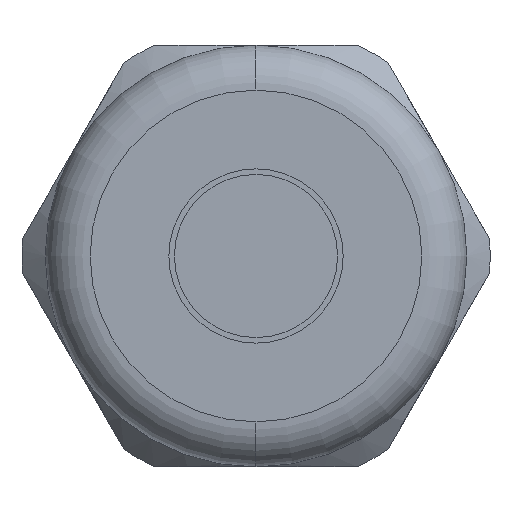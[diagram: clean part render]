
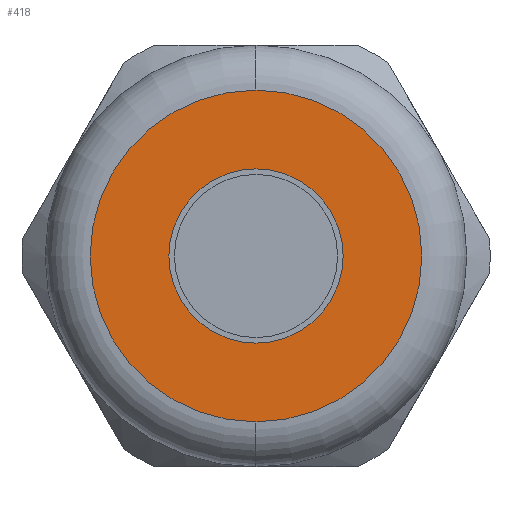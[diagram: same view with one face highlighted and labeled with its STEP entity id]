
A CAD part, left-side view. The second image highlights one B-rep face of the part: STEP entity #418.
In plain terms, the highlighted planar face has unit normal (-1, 0, 0).
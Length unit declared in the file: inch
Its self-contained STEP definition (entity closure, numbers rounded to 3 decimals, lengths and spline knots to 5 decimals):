
#396 = ORIENTED_EDGE ( 'NONE', *, *, #397, .T. ) ;
#397 = EDGE_CURVE ( 'NONE', #4977, #4980, #1971, .T. ) ;
#398 = ORIENTED_EDGE ( 'NONE', *, *, #399, .T. ) ;
#399 = EDGE_CURVE ( 'NONE', #4955, #4954, #1966, .T. ) ;
#400 = ORIENTED_EDGE ( 'NONE', *, *, #4953, .T. ) ;
#418 = ADVANCED_FACE ( 'NONE', ( #1995, #1994 ), #1993, .T. ) ;
#419 = EDGE_LOOP ( 'NONE', ( #420, #396 ) ) ;
#420 = ORIENTED_EDGE ( 'NONE', *, *, #4979, .T. ) ;
#421 = EDGE_LOOP ( 'NONE', ( #398, #400 ) ) ;
#1962 = DIRECTION ( 'NONE',  ( 0., 0., -1. ) ) ;
#1963 = DIRECTION ( 'NONE',  ( 1., 0., 0. ) ) ;
#1964 = CARTESIAN_POINT ( 'NONE',  ( -1.18, 0., 0. ) ) ;
#1965 = AXIS2_PLACEMENT_3D ( 'NONE', #1964, #1963, #1962 ) ;
#1966 = CIRCLE ( 'NONE', #1965, 0.155 ) ;
#1967 = DIRECTION ( 'NONE',  ( 0., 0., 1. ) ) ;
#1968 = DIRECTION ( 'NONE',  ( -1., 0., 0. ) ) ;
#1969 = CARTESIAN_POINT ( 'NONE',  ( -1.18, 0., 0. ) ) ;
#1970 = AXIS2_PLACEMENT_3D ( 'NONE', #1969, #1968, #1967 ) ;
#1971 = CIRCLE ( 'NONE', #1970, 0.295 ) ;
#1989 = DIRECTION ( 'NONE',  ( 0., 0., 1. ) ) ;
#1990 = DIRECTION ( 'NONE',  ( -1., 0., 0. ) ) ;
#1991 = CARTESIAN_POINT ( 'NONE',  ( -1.18, 0.375, 0. ) ) ;
#1992 = AXIS2_PLACEMENT_3D ( 'NONE', #1991, #1990, #1989 ) ;
#1993 = PLANE ( 'NONE',  #1992 ) ;
#1994 = FACE_BOUND ( 'NONE', #421, .T. ) ;
#1995 = FACE_OUTER_BOUND ( 'NONE', #419, .T. ) ;
#3846 = CARTESIAN_POINT ( 'NONE',  ( -1.18, 0., -0.155 ) ) ;
#3847 = CARTESIAN_POINT ( 'NONE',  ( -1.18, 0., 0.155 ) ) ;
#3848 = DIRECTION ( 'NONE',  ( 0., 0., -1. ) ) ;
#3849 = DIRECTION ( 'NONE',  ( 1., 0., 0. ) ) ;
#3850 = AXIS2_PLACEMENT_3D ( 'NONE', #3857, #3849, #3848 ) ;
#3851 = CIRCLE ( 'NONE', #3850, 0.155 ) ;
#3857 = CARTESIAN_POINT ( 'NONE',  ( -1.18, 0., 0. ) ) ;
#3922 = CARTESIAN_POINT ( 'NONE',  ( -1.18, 0., 0.295 ) ) ;
#3923 = DIRECTION ( 'NONE',  ( 0., 0., 1. ) ) ;
#3924 = DIRECTION ( 'NONE',  ( -1., 0., 0. ) ) ;
#3925 = CARTESIAN_POINT ( 'NONE',  ( -1.18, 0., 0. ) ) ;
#3926 = AXIS2_PLACEMENT_3D ( 'NONE', #3925, #3924, #3923 ) ;
#3927 = CIRCLE ( 'NONE', #3926, 0.295 ) ;
#3928 = CARTESIAN_POINT ( 'NONE',  ( -1.18, 0., -0.295 ) ) ;
#4953 = EDGE_CURVE ( 'NONE', #4954, #4955, #3851, .T. ) ;
#4954 = VERTEX_POINT ( 'NONE', #3847 ) ;
#4955 = VERTEX_POINT ( 'NONE', #3846 ) ;
#4977 = VERTEX_POINT ( 'NONE', #3928 ) ;
#4979 = EDGE_CURVE ( 'NONE', #4980, #4977, #3927, .T. ) ;
#4980 = VERTEX_POINT ( 'NONE', #3922 ) ;
